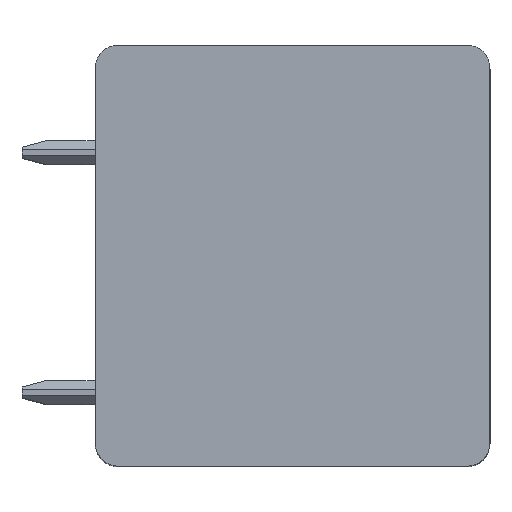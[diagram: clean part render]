
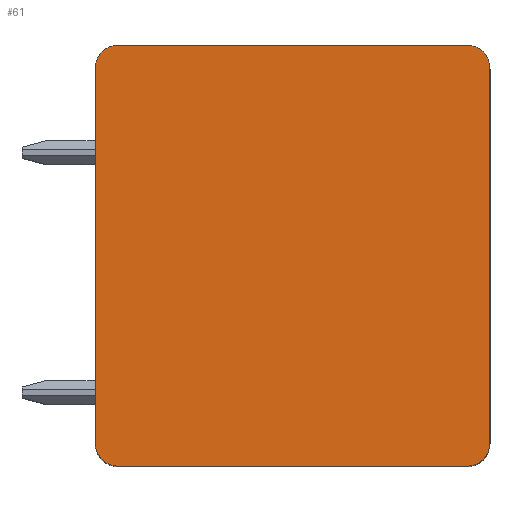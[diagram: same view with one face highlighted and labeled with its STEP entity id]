
A CAD part, top view. The second image highlights one B-rep face of the part: STEP entity #61.
In plain terms, the highlighted planar face has unit normal (0, 0, 1).
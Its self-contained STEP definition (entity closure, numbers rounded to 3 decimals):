
#26 = EDGE_CURVE ( 'NONE', #4363, #4218, #110, .T. ) ;
#37 = EDGE_CURVE ( 'NONE', #4249, #4349, #3416, .T. ) ;
#39 = EDGE_CURVE ( 'NONE', #4249, #4272, #59, .T. ) ;
#40 = CIRCLE ( 'NONE', #3979, 0.8 ) ;
#59 = CIRCLE ( 'NONE', #214, 0.8 ) ;
#61 = ADVANCED_FACE ( 'NONE', ( #398 ), #3335, .T. ) ;
#68 = EDGE_CURVE ( 'NONE', #4352, #4272, #3306, .T. ) ;
#110 = CIRCLE ( 'NONE', #229, 0.8 ) ;
#126 = CIRCLE ( 'NONE', #3981, 0.8 ) ;
#142 = EDGE_CURVE ( 'NONE', #4352, #4242, #40, .T. ) ;
#166 = EDGE_CURVE ( 'NONE', #4316, #4349, #126, .T. ) ;
#214 = AXIS2_PLACEMENT_3D ( 'NONE', #3417, #3408, #3407 ) ;
#216 = VECTOR ( 'NONE', #3412, 1000. ) ;
#229 = AXIS2_PLACEMENT_3D ( 'NONE', #3455, #3454, #3453 ) ;
#367 = VECTOR ( 'NONE', #3304, 1000. ) ;
#387 = AXIS2_PLACEMENT_3D ( 'NONE', #3332, #3331, #3330 ) ;
#398 = FACE_OUTER_BOUND ( 'NONE', #4554, .T. ) ;
#562 = VECTOR ( 'NONE', #850, 1000. ) ;
#564 = VECTOR ( 'NONE', #844, 1000. ) ;
#844 = DIRECTION ( 'NONE',  ( 0., 1., 0. ) ) ;
#845 = CARTESIAN_POINT ( 'NONE',  ( 6.317, 6.373, 39.211 ) ) ;
#846 = LINE ( 'NONE', #845, #564 ) ;
#850 = DIRECTION ( 'NONE',  ( 1., 0., 0. ) ) ;
#851 = CARTESIAN_POINT ( 'NONE',  ( 5.517, -7.227, 39.211 ) ) ;
#852 = LINE ( 'NONE', #851, #562 ) ;
#1710 = CARTESIAN_POINT ( 'NONE',  ( -6.383, 7.173, 39.211 ) ) ;
#1733 = CARTESIAN_POINT ( 'NONE',  ( -7.183, 6.373, 39.211 ) ) ;
#1740 = CARTESIAN_POINT ( 'NONE',  ( 6.317, 6.373, 39.211 ) ) ;
#1764 = CARTESIAN_POINT ( 'NONE',  ( 5.517, -7.227, 39.211 ) ) ;
#2474 = CARTESIAN_POINT ( 'NONE',  ( 5.517, 7.173, 39.211 ) ) ;
#2494 = CARTESIAN_POINT ( 'NONE',  ( 6.317, -6.427, 39.211 ) ) ;
#2527 = CARTESIAN_POINT ( 'NONE',  ( -7.183, -6.427, 39.211 ) ) ;
#2530 = CARTESIAN_POINT ( 'NONE',  ( -6.383, -7.227, 39.211 ) ) ;
#2810 = EDGE_CURVE ( 'NONE', #4316, #4218, #852, .T. ) ;
#2812 = EDGE_CURVE ( 'NONE', #4363, #4242, #846, .T. ) ;
#3002 = DIRECTION ( 'NONE',  ( 1., 0., 0. ) ) ;
#3003 = DIRECTION ( 'NONE',  ( 0., 0., -1. ) ) ;
#3005 = CARTESIAN_POINT ( 'NONE',  ( -6.383, -6.427, 39.211 ) ) ;
#3079 = DIRECTION ( 'NONE',  ( 1., 0., 0. ) ) ;
#3080 = DIRECTION ( 'NONE',  ( 0., 0., -1. ) ) ;
#3090 = CARTESIAN_POINT ( 'NONE',  ( 5.517, 6.373, 39.211 ) ) ;
#3304 = DIRECTION ( 'NONE',  ( -1., 0., 0. ) ) ;
#3305 = CARTESIAN_POINT ( 'NONE',  ( 5.517, 7.173, 39.211 ) ) ;
#3306 = LINE ( 'NONE', #3305, #367 ) ;
#3330 = DIRECTION ( 'NONE',  ( 1., 0., 0. ) ) ;
#3331 = DIRECTION ( 'NONE',  ( 0., 0., 1. ) ) ;
#3332 = CARTESIAN_POINT ( 'NONE',  ( 5.517, 6.373, 39.211 ) ) ;
#3335 = PLANE ( 'NONE',  #387 ) ;
#3407 = DIRECTION ( 'NONE',  ( 1., 0., 0. ) ) ;
#3408 = DIRECTION ( 'NONE',  ( 0., 0., -1. ) ) ;
#3412 = DIRECTION ( 'NONE',  ( 0., -1., 0. ) ) ;
#3413 = CARTESIAN_POINT ( 'NONE',  ( -7.183, 6.373, 39.211 ) ) ;
#3416 = LINE ( 'NONE', #3413, #216 ) ;
#3417 = CARTESIAN_POINT ( 'NONE',  ( -6.383, 6.373, 39.211 ) ) ;
#3453 = DIRECTION ( 'NONE',  ( 1., 0., 0. ) ) ;
#3454 = DIRECTION ( 'NONE',  ( 0., 0., -1. ) ) ;
#3455 = CARTESIAN_POINT ( 'NONE',  ( 5.517, -6.427, 39.211 ) ) ;
#3979 = AXIS2_PLACEMENT_3D ( 'NONE', #3090, #3080, #3079 ) ;
#3981 = AXIS2_PLACEMENT_3D ( 'NONE', #3005, #3003, #3002 ) ;
#4218 = VERTEX_POINT ( 'NONE', #1764 ) ;
#4242 = VERTEX_POINT ( 'NONE', #1740 ) ;
#4249 = VERTEX_POINT ( 'NONE', #1733 ) ;
#4272 = VERTEX_POINT ( 'NONE', #1710 ) ;
#4316 = VERTEX_POINT ( 'NONE', #2530 ) ;
#4349 = VERTEX_POINT ( 'NONE', #2527 ) ;
#4352 = VERTEX_POINT ( 'NONE', #2474 ) ;
#4363 = VERTEX_POINT ( 'NONE', #2494 ) ;
#4452 = ORIENTED_EDGE ( 'NONE', *, *, #39, .F. ) ;
#4453 = ORIENTED_EDGE ( 'NONE', *, *, #2812, .T. ) ;
#4454 = ORIENTED_EDGE ( 'NONE', *, *, #142, .F. ) ;
#4455 = ORIENTED_EDGE ( 'NONE', *, *, #68, .T. ) ;
#4456 = ORIENTED_EDGE ( 'NONE', *, *, #37, .T. ) ;
#4457 = ORIENTED_EDGE ( 'NONE', *, *, #166, .F. ) ;
#4458 = ORIENTED_EDGE ( 'NONE', *, *, #2810, .T. ) ;
#4459 = ORIENTED_EDGE ( 'NONE', *, *, #26, .F. ) ;
#4554 = EDGE_LOOP ( 'NONE', ( #4453, #4454, #4455, #4452, #4456, #4457, #4458, #4459 ) ) ;
